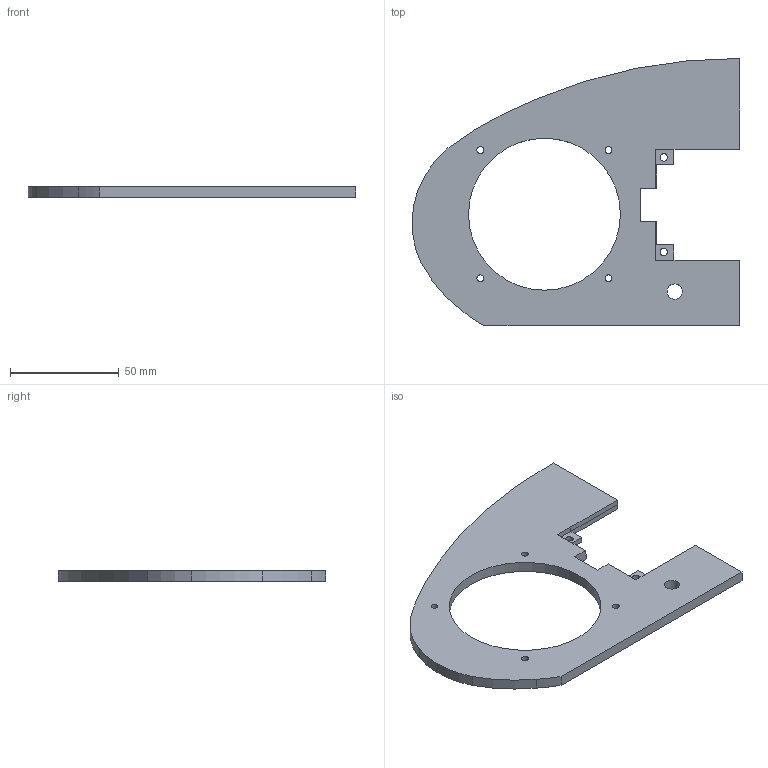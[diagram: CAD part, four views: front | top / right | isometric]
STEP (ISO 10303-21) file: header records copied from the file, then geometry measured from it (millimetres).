
FILE_DESCRIPTION(('FreeCAD Model'),'2;1');
FILE_NAME( 'Front_links.step' ,'2018-12-21T21:30:52',('Author'),(''), 'Open CASCADE STEP processor 7.2','FreeCAD','Unknown');
FILE_SCHEMA(('AUTOMOTIVE_DESIGN { 1 0 10303 214 1 1 1 1 }'));
Length unit declared in the file: millimetre
Products named in the file (1): Pocket035
Bounding box: 151.01 x 123.07 x 5 mm (x, y, z)
Volume: 47770.9 mm3; surface area: 23571.7 mm2
Topology: 1 solids, 1 shells, 38 faces, 104 edges, 68 vertices
Faces by surface type: plane 24, cylinder 14
Full cylindrical faces by diameter (mm): 3.2 x4, 3.4 x2, 7 x1, 70 x1
Entity records: 2633 total; most frequent: CARTESIAN_POINT 629, DIRECTION 338, ORIENTED_EDGE 208, PCURVE 208, DEFINITIONAL_REPRESENTATION 208, LINE 202, VECTOR 202, EDGE_CURVE 104
